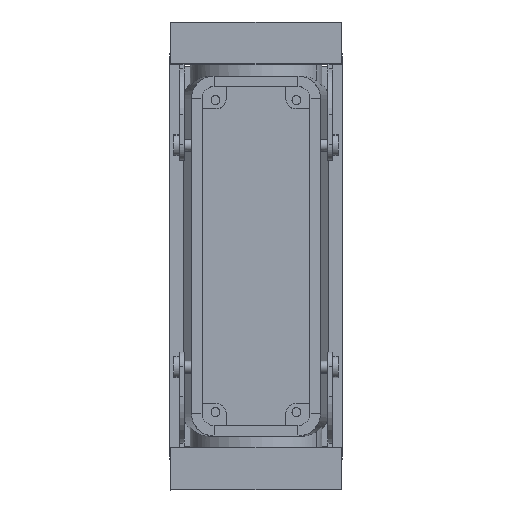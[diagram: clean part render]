
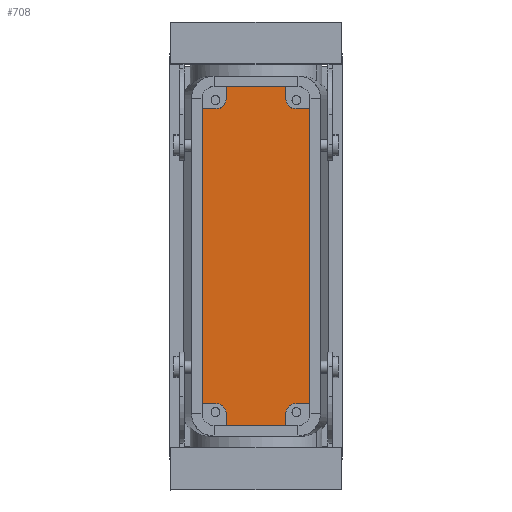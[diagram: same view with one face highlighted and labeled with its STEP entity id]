
A CAD part, top view. The second image highlights one B-rep face of the part: STEP entity #708.
In plain terms, the highlighted planar face has unit normal (0, 0, 1).
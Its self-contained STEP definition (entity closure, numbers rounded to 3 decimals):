
#556=AXIS2_PLACEMENT_3D('Plane Axis2P3D',#553,#554,#555) ;
#110=CARTESIAN_POINT('Vertex',(18.75,134.5,5.5)) ;
#113=CARTESIAN_POINT('Line Origine',(28.75,134.5,5.5)) ;
#117=CARTESIAN_POINT('Vertex',(38.75,134.5,5.5)) ;
#534=CARTESIAN_POINT('Line Origine',(18.75,132.375,5.5)) ;
#538=CARTESIAN_POINT('Vertex',(18.75,130.25,5.5)) ;
#553=CARTESIAN_POINT('Axis2P3D Location',(28.75,78.,5.5)) ;
#559=CARTESIAN_POINT('Control Point',(41.75,127.25,5.5)) ;
#560=CARTESIAN_POINT('Control Point',(41.411,127.25,5.5)) ;
#561=CARTESIAN_POINT('Control Point',(41.071,127.298,5.5)) ;
#562=CARTESIAN_POINT('Control Point',(40.741,127.394,5.5)) ;
#563=CARTESIAN_POINT('Control Point',(40.116,127.677,5.5)) ;
#564=CARTESIAN_POINT('Control Point',(39.595,128.122,5.5)) ;
#565=CARTESIAN_POINT('Control Point',(39.367,128.38,5.5)) ;
#566=CARTESIAN_POINT('Control Point',(39.034,128.889,5.5)) ;
#567=CARTESIAN_POINT('Control Point',(38.837,129.463,5.5)) ;
#568=CARTESIAN_POINT('Control Point',(38.779,129.723,5.5)) ;
#569=CARTESIAN_POINT('Control Point',(38.75,129.986,5.5)) ;
#570=CARTESIAN_POINT('Control Point',(38.75,130.25,5.5)) ;
#571=CARTESIAN_POINT('Vertex',(38.75,130.25,5.5)) ;
#573=CARTESIAN_POINT('Vertex',(41.75,127.25,5.5)) ;
#576=CARTESIAN_POINT('Line Origine',(38.75,132.375,5.5)) ;
#582=CARTESIAN_POINT('Control Point',(18.75,130.25,5.5)) ;
#583=CARTESIAN_POINT('Control Point',(18.75,129.911,5.5)) ;
#584=CARTESIAN_POINT('Control Point',(18.702,129.571,5.5)) ;
#585=CARTESIAN_POINT('Control Point',(18.606,129.241,5.5)) ;
#586=CARTESIAN_POINT('Control Point',(18.323,128.616,5.5)) ;
#587=CARTESIAN_POINT('Control Point',(17.878,128.095,5.5)) ;
#588=CARTESIAN_POINT('Control Point',(17.62,127.867,5.5)) ;
#589=CARTESIAN_POINT('Control Point',(17.111,127.533,5.5)) ;
#590=CARTESIAN_POINT('Control Point',(16.537,127.337,5.5)) ;
#591=CARTESIAN_POINT('Control Point',(16.277,127.279,5.5)) ;
#592=CARTESIAN_POINT('Control Point',(16.014,127.25,5.5)) ;
#593=CARTESIAN_POINT('Control Point',(15.75,127.25,5.5)) ;
#594=CARTESIAN_POINT('Vertex',(15.75,127.25,5.5)) ;
#597=CARTESIAN_POINT('Line Origine',(13.25,127.25,5.5)) ;
#601=CARTESIAN_POINT('Vertex',(10.75,127.25,5.5)) ;
#604=CARTESIAN_POINT('Line Origine',(10.75,78.,5.5)) ;
#608=CARTESIAN_POINT('Vertex',(10.75,28.75,5.5)) ;
#611=CARTESIAN_POINT('Line Origine',(13.25,28.75,5.5)) ;
#615=CARTESIAN_POINT('Vertex',(15.75,28.75,5.5)) ;
#619=CARTESIAN_POINT('Control Point',(15.75,28.75,5.5)) ;
#620=CARTESIAN_POINT('Control Point',(16.09,28.75,5.5)) ;
#621=CARTESIAN_POINT('Control Point',(16.429,28.702,5.5)) ;
#622=CARTESIAN_POINT('Control Point',(16.759,28.606,5.5)) ;
#623=CARTESIAN_POINT('Control Point',(17.384,28.323,5.5)) ;
#624=CARTESIAN_POINT('Control Point',(17.905,27.878,5.5)) ;
#625=CARTESIAN_POINT('Control Point',(18.133,27.62,5.5)) ;
#626=CARTESIAN_POINT('Control Point',(18.467,27.111,5.5)) ;
#627=CARTESIAN_POINT('Control Point',(18.663,26.537,5.5)) ;
#628=CARTESIAN_POINT('Control Point',(18.721,26.277,5.5)) ;
#629=CARTESIAN_POINT('Control Point',(18.75,26.014,5.5)) ;
#630=CARTESIAN_POINT('Control Point',(18.75,25.75,5.5)) ;
#631=CARTESIAN_POINT('Vertex',(18.75,25.75,5.5)) ;
#634=CARTESIAN_POINT('Line Origine',(18.75,23.625,5.5)) ;
#638=CARTESIAN_POINT('Vertex',(18.75,21.5,5.5)) ;
#641=CARTESIAN_POINT('Line Origine',(28.75,21.5,5.5)) ;
#645=CARTESIAN_POINT('Vertex',(38.75,21.5,5.5)) ;
#648=CARTESIAN_POINT('Line Origine',(38.75,23.625,5.5)) ;
#652=CARTESIAN_POINT('Vertex',(38.75,25.75,5.5)) ;
#656=CARTESIAN_POINT('Control Point',(38.75,25.75,5.5)) ;
#657=CARTESIAN_POINT('Control Point',(38.75,26.089,5.5)) ;
#658=CARTESIAN_POINT('Control Point',(38.798,26.429,5.5)) ;
#659=CARTESIAN_POINT('Control Point',(38.894,26.759,5.5)) ;
#660=CARTESIAN_POINT('Control Point',(39.177,27.384,5.5)) ;
#661=CARTESIAN_POINT('Control Point',(39.622,27.905,5.5)) ;
#662=CARTESIAN_POINT('Control Point',(39.88,28.133,5.5)) ;
#663=CARTESIAN_POINT('Control Point',(40.389,28.467,5.5)) ;
#664=CARTESIAN_POINT('Control Point',(40.963,28.663,5.5)) ;
#665=CARTESIAN_POINT('Control Point',(41.223,28.721,5.5)) ;
#666=CARTESIAN_POINT('Control Point',(41.486,28.75,5.5)) ;
#667=CARTESIAN_POINT('Control Point',(41.75,28.75,5.5)) ;
#668=CARTESIAN_POINT('Vertex',(41.75,28.75,5.5)) ;
#671=CARTESIAN_POINT('Line Origine',(44.25,28.75,5.5)) ;
#675=CARTESIAN_POINT('Vertex',(46.75,28.75,5.5)) ;
#678=CARTESIAN_POINT('Line Origine',(46.75,78.,5.5)) ;
#682=CARTESIAN_POINT('Vertex',(46.75,127.25,5.5)) ;
#685=CARTESIAN_POINT('Line Origine',(44.25,127.25,5.5)) ;
#114=DIRECTION('Vector Direction',(-1.,0.,0.)) ;
#535=DIRECTION('Vector Direction',(0.,1.,0.)) ;
#554=DIRECTION('Axis2P3D Direction',(0.,-0.,1.)) ;
#555=DIRECTION('Axis2P3D XDirection',(0.,1.,0.)) ;
#577=DIRECTION('Vector Direction',(0.,1.,0.)) ;
#598=DIRECTION('Vector Direction',(1.,0.,0.)) ;
#605=DIRECTION('Vector Direction',(0.,1.,0.)) ;
#612=DIRECTION('Vector Direction',(1.,0.,0.)) ;
#635=DIRECTION('Vector Direction',(0.,-1.,0.)) ;
#642=DIRECTION('Vector Direction',(1.,0.,0.)) ;
#649=DIRECTION('Vector Direction',(0.,-1.,0.)) ;
#672=DIRECTION('Vector Direction',(-1.,0.,0.)) ;
#679=DIRECTION('Vector Direction',(0.,-1.,0.)) ;
#686=DIRECTION('Vector Direction',(-1.,0.,0.)) ;
#115=VECTOR('Line Direction',#114,1.) ;
#536=VECTOR('Line Direction',#535,1.) ;
#578=VECTOR('Line Direction',#577,1.) ;
#599=VECTOR('Line Direction',#598,1.) ;
#606=VECTOR('Line Direction',#605,1.) ;
#613=VECTOR('Line Direction',#612,1.) ;
#636=VECTOR('Line Direction',#635,1.) ;
#643=VECTOR('Line Direction',#642,1.) ;
#650=VECTOR('Line Direction',#649,1.) ;
#673=VECTOR('Line Direction',#672,1.) ;
#680=VECTOR('Line Direction',#679,1.) ;
#687=VECTOR('Line Direction',#686,1.) ;
#691=ORIENTED_EDGE('',*,*,#575,.F.) ;
#692=ORIENTED_EDGE('',*,*,#580,.T.) ;
#693=ORIENTED_EDGE('',*,*,#119,.T.) ;
#694=ORIENTED_EDGE('',*,*,#540,.F.) ;
#695=ORIENTED_EDGE('',*,*,#596,.F.) ;
#696=ORIENTED_EDGE('',*,*,#603,.F.) ;
#697=ORIENTED_EDGE('',*,*,#610,.T.) ;
#698=ORIENTED_EDGE('',*,*,#617,.T.) ;
#699=ORIENTED_EDGE('',*,*,#633,.F.) ;
#700=ORIENTED_EDGE('',*,*,#640,.T.) ;
#701=ORIENTED_EDGE('',*,*,#647,.T.) ;
#702=ORIENTED_EDGE('',*,*,#654,.F.) ;
#703=ORIENTED_EDGE('',*,*,#670,.F.) ;
#704=ORIENTED_EDGE('',*,*,#677,.F.) ;
#705=ORIENTED_EDGE('',*,*,#684,.T.) ;
#706=ORIENTED_EDGE('',*,*,#689,.T.) ;
#708=ADVANCED_FACE('Housing',(#707),#557,.T.) ;
#558=B_SPLINE_CURVE_WITH_KNOTS('',5,(#559,#560,#561,#562,#563,#564,#565,#566,#567,#568,#569,#570),.UNSPECIFIED.,.F.,.U.,(6,3,3,6),(0.,2.4,4.8,6.664),.UNSPECIFIED.) ;
#581=B_SPLINE_CURVE_WITH_KNOTS('',5,(#582,#583,#584,#585,#586,#587,#588,#589,#590,#591,#592,#593),.UNSPECIFIED.,.F.,.U.,(6,3,3,6),(0.,2.4,4.8,6.664),.UNSPECIFIED.) ;
#618=B_SPLINE_CURVE_WITH_KNOTS('',5,(#619,#620,#621,#622,#623,#624,#625,#626,#627,#628,#629,#630),.UNSPECIFIED.,.F.,.U.,(6,3,3,6),(0.,2.4,4.8,6.664),.UNSPECIFIED.) ;
#655=B_SPLINE_CURVE_WITH_KNOTS('',5,(#656,#657,#658,#659,#660,#661,#662,#663,#664,#665,#666,#667),.UNSPECIFIED.,.F.,.U.,(6,3,3,6),(0.,2.4,4.8,6.664),.UNSPECIFIED.) ;
#119=EDGE_CURVE('',#118,#111,#116,.T.) ;
#540=EDGE_CURVE('',#539,#111,#537,.T.) ;
#575=EDGE_CURVE('',#572,#574,#558,.F.) ;
#580=EDGE_CURVE('',#572,#118,#579,.T.) ;
#596=EDGE_CURVE('',#595,#539,#581,.F.) ;
#603=EDGE_CURVE('',#602,#595,#600,.T.) ;
#610=EDGE_CURVE('',#602,#609,#607,.F.) ;
#617=EDGE_CURVE('',#609,#616,#614,.T.) ;
#633=EDGE_CURVE('',#632,#616,#618,.F.) ;
#640=EDGE_CURVE('',#632,#639,#637,.T.) ;
#647=EDGE_CURVE('',#639,#646,#644,.T.) ;
#654=EDGE_CURVE('',#653,#646,#651,.T.) ;
#670=EDGE_CURVE('',#669,#653,#655,.F.) ;
#677=EDGE_CURVE('',#676,#669,#674,.T.) ;
#684=EDGE_CURVE('',#676,#683,#681,.F.) ;
#689=EDGE_CURVE('',#683,#574,#688,.T.) ;
#690=EDGE_LOOP('',(#691,#692,#693,#694,#695,#696,#697,#698,#699,#700,#701,#702,#703,#704,#705,#706)) ;
#707=FACE_OUTER_BOUND('',#690,.T.) ;
#116=LINE('Line',#113,#115) ;
#537=LINE('Line',#534,#536) ;
#579=LINE('Line',#576,#578) ;
#600=LINE('Line',#597,#599) ;
#607=LINE('Line',#604,#606) ;
#614=LINE('Line',#611,#613) ;
#637=LINE('Line',#634,#636) ;
#644=LINE('Line',#641,#643) ;
#651=LINE('Line',#648,#650) ;
#674=LINE('Line',#671,#673) ;
#681=LINE('Line',#678,#680) ;
#688=LINE('Line',#685,#687) ;
#557=PLANE('',#556) ;
#111=VERTEX_POINT('',#110) ;
#118=VERTEX_POINT('',#117) ;
#539=VERTEX_POINT('',#538) ;
#572=VERTEX_POINT('',#571) ;
#574=VERTEX_POINT('',#573) ;
#595=VERTEX_POINT('',#594) ;
#602=VERTEX_POINT('',#601) ;
#609=VERTEX_POINT('',#608) ;
#616=VERTEX_POINT('',#615) ;
#632=VERTEX_POINT('',#631) ;
#639=VERTEX_POINT('',#638) ;
#646=VERTEX_POINT('',#645) ;
#653=VERTEX_POINT('',#652) ;
#669=VERTEX_POINT('',#668) ;
#676=VERTEX_POINT('',#675) ;
#683=VERTEX_POINT('',#682) ;
